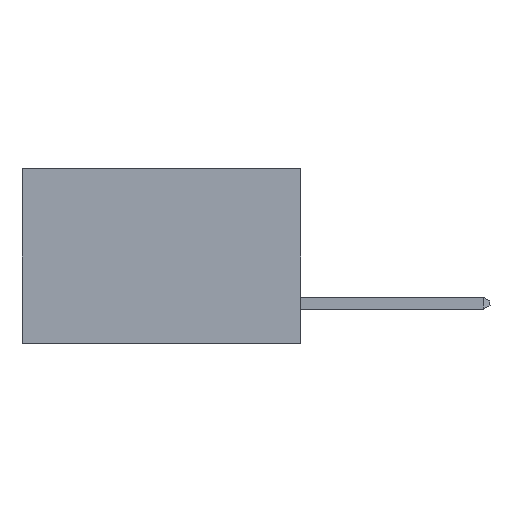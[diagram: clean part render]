
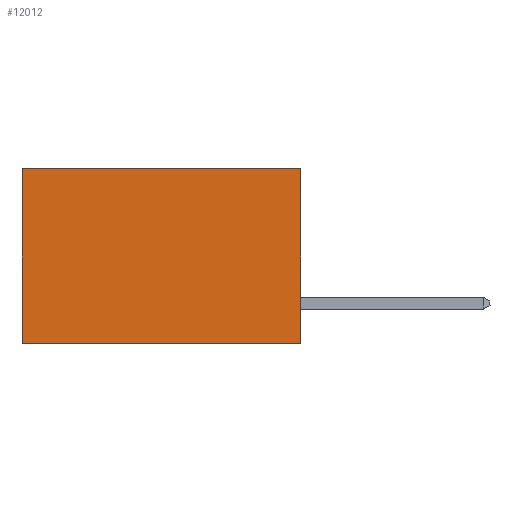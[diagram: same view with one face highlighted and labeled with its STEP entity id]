
A CAD part, left-side view. The second image highlights one B-rep face of the part: STEP entity #12012.
In plain terms, the highlighted planar face has unit normal (-1, 0, 0).
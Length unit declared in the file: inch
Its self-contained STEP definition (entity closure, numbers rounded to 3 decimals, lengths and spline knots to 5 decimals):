
#459 = LINE ( 'NONE', #12209, #2812 ) ;
#477 = AXIS2_PLACEMENT_3D ( 'NONE', #4503, #5504, #12339 ) ;
#527 = DIRECTION ( 'NONE',  ( 0., 0., -1. ) ) ;
#1563 = FACE_OUTER_BOUND ( 'NONE', #12335, .T. ) ;
#1927 = EDGE_CURVE ( 'NONE', #11869, #7544, #7038, .T. ) ;
#2392 = LINE ( 'NONE', #4559, #7341 ) ;
#2664 = ORIENTED_EDGE ( 'NONE', *, *, #11385, .F. ) ;
#2812 = VECTOR ( 'NONE', #12139, 39.37008 ) ;
#3167 = ORIENTED_EDGE ( 'NONE', *, *, #7591, .T. ) ;
#4503 = CARTESIAN_POINT ( 'NONE',  ( 0.277, 0., -0.37 ) ) ;
#4559 = CARTESIAN_POINT ( 'NONE',  ( 0.277, 0., -0.37 ) ) ;
#5504 = DIRECTION ( 'NONE',  ( 1., 0., 0. ) ) ;
#5558 = DIRECTION ( 'NONE',  ( 0., 0., -1. ) ) ;
#5840 = VERTEX_POINT ( 'NONE', #12456 ) ;
#5858 = EDGE_CURVE ( 'NONE', #5840, #7544, #459, .T. ) ;
#6270 = CARTESIAN_POINT ( 'NONE',  ( 0.277, 0.59, 0. ) ) ;
#6540 = CARTESIAN_POINT ( 'NONE',  ( 0.277, 0.59, -0.37 ) ) ;
#7038 = LINE ( 'NONE', #6540, #9354 ) ;
#7341 = VECTOR ( 'NONE', #5558, 39.37008 ) ;
#7544 = VERTEX_POINT ( 'NONE', #10050 ) ;
#7591 = EDGE_CURVE ( 'NONE', #12760, #11869, #10363, .T. ) ;
#7722 = VECTOR ( 'NONE', #9637, 39.37008 ) ;
#9354 = VECTOR ( 'NONE', #527, 39.37008 ) ;
#9637 = DIRECTION ( 'NONE',  ( 0., 1., 0. ) ) ;
#10050 = CARTESIAN_POINT ( 'NONE',  ( 0.277, 0.59, -0.37 ) ) ;
#10063 = CARTESIAN_POINT ( 'NONE',  ( 0.277, 0., 0. ) ) ;
#10363 = LINE ( 'NONE', #10063, #7722 ) ;
#10432 = PLANE ( 'NONE',  #477 ) ;
#10592 = ORIENTED_EDGE ( 'NONE', *, *, #1927, .T. ) ;
#10719 = CARTESIAN_POINT ( 'NONE',  ( 0.277, 0., 0. ) ) ;
#11385 = EDGE_CURVE ( 'NONE', #12760, #5840, #2392, .T. ) ;
#11869 = VERTEX_POINT ( 'NONE', #6270 ) ;
#12012 = ADVANCED_FACE ( 'NONE', ( #1563 ), #10432, .F. ) ;
#12013 = ORIENTED_EDGE ( 'NONE', *, *, #5858, .F. ) ;
#12139 = DIRECTION ( 'NONE',  ( 0., 1., 0. ) ) ;
#12209 = CARTESIAN_POINT ( 'NONE',  ( 0.277, 0., -0.37 ) ) ;
#12335 = EDGE_LOOP ( 'NONE', ( #10592, #12013, #2664, #3167 ) ) ;
#12339 = DIRECTION ( 'NONE',  ( 0., 0., -1. ) ) ;
#12456 = CARTESIAN_POINT ( 'NONE',  ( 0.277, 0., -0.37 ) ) ;
#12760 = VERTEX_POINT ( 'NONE', #10719 ) ;
